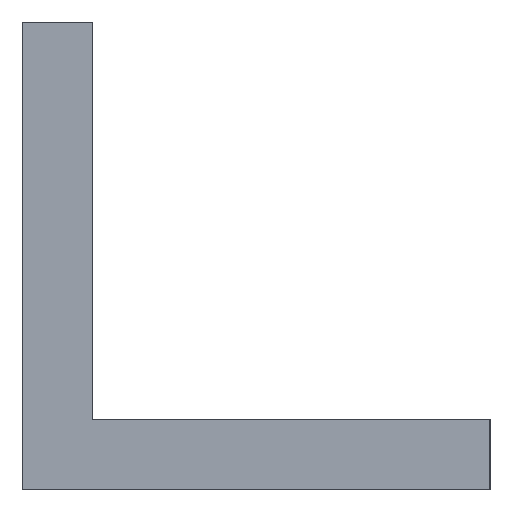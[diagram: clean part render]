
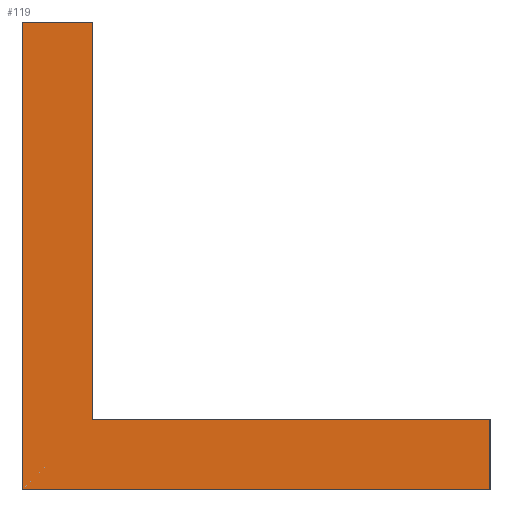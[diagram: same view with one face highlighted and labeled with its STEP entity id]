
A CAD part, left-side view. The second image highlights one B-rep face of the part: STEP entity #119.
In plain terms, the highlighted planar face has unit normal (-1, 0, 0).
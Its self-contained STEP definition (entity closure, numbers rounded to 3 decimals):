
#119=ADVANCED_FACE('',(#255),#256,.F.);
#255=FACE_OUTER_BOUND('',#382,.T.);
#256=PLANE('',#383);
#382=EDGE_LOOP('',(#680,#681,#682,#683,#684,#685));
#383=AXIS2_PLACEMENT_3D('',#686,#687,#688);
#680=ORIENTED_EDGE('',*,*,#700,.F.);
#681=ORIENTED_EDGE('',*,*,#760,.F.);
#682=ORIENTED_EDGE('',*,*,#795,.F.);
#683=ORIENTED_EDGE('',*,*,#722,.F.);
#684=ORIENTED_EDGE('',*,*,#774,.F.);
#685=ORIENTED_EDGE('',*,*,#757,.T.);
#686=CARTESIAN_POINT('',(0.,-10.0,1.5));
#687=DIRECTION('',(1.0,0.0,0.0));
#688=DIRECTION('',(0.0,0.0,-1.0));
#700=EDGE_CURVE('',#824,#826,#827,.T.);
#722=EDGE_CURVE('',#865,#861,#867,.T.);
#757=EDGE_CURVE('',#930,#826,#931,.T.);
#760=EDGE_CURVE('',#934,#824,#935,.T.);
#774=EDGE_CURVE('',#930,#865,#953,.T.);
#795=EDGE_CURVE('',#861,#934,#976,.T.);
#824=VERTEX_POINT('',#1008);
#826=VERTEX_POINT('',#1011);
#827=LINE('',#1012,#1013);
#861=VERTEX_POINT('',#1050);
#865=VERTEX_POINT('',#1056);
#867=LINE('',#1059,#1060);
#930=VERTEX_POINT('',#1129);
#931=LINE('',#1130,#1131);
#934=VERTEX_POINT('',#1135);
#935=LINE('',#1136,#1137);
#953=LINE('',#1162,#1163);
#976=LINE('',#1196,#1197);
#1008=CARTESIAN_POINT('',(0.,-20.0,0.));
#1011=CARTESIAN_POINT('',(0.,0.0,0.));
#1012=CARTESIAN_POINT('',(0.,-10.0,0.));
#1013=VECTOR('',#1230,1.0);
#1050=CARTESIAN_POINT('',(0.,-3.0,3.0));
#1056=CARTESIAN_POINT('',(0.,-3.0,20.0));
#1059=CARTESIAN_POINT('',(0.,-3.0,10.0));
#1060=VECTOR('',#1276,1.0);
#1129=CARTESIAN_POINT('',(0.,0.0,20.0));
#1130=CARTESIAN_POINT('',(0.,0.0,10.0));
#1131=VECTOR('',#1358,1.0);
#1135=CARTESIAN_POINT('',(0.,-20.0,3.0));
#1136=CARTESIAN_POINT('',(0.,-20.0,1.5));
#1137=VECTOR('',#1360,1.0);
#1162=CARTESIAN_POINT('',(0.,-1.5,20.0));
#1163=VECTOR('',#1374,1.0);
#1196=CARTESIAN_POINT('',(0.,-10.0,3.0));
#1197=VECTOR('',#1391,1.0);
#1230=DIRECTION('',(0.0,1.0,0.0));
#1276=DIRECTION('',(0.0,0.0,-1.0));
#1358=DIRECTION('',(0.0,0.0,-1.0));
#1360=DIRECTION('',(0.0,0.0,-1.0));
#1374=DIRECTION('',(0.0,-1.0,0.0));
#1391=DIRECTION('',(0.0,-1.0,0.0));
